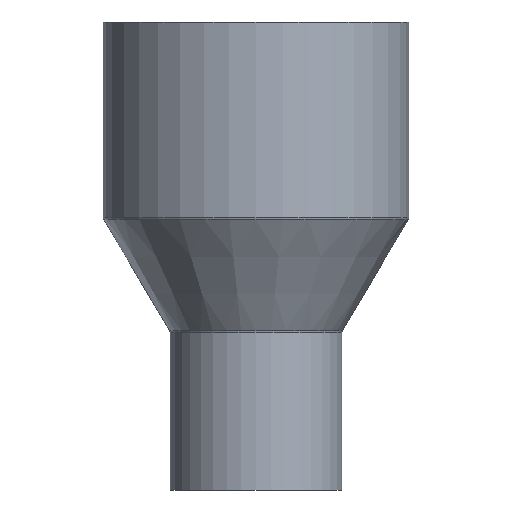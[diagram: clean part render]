
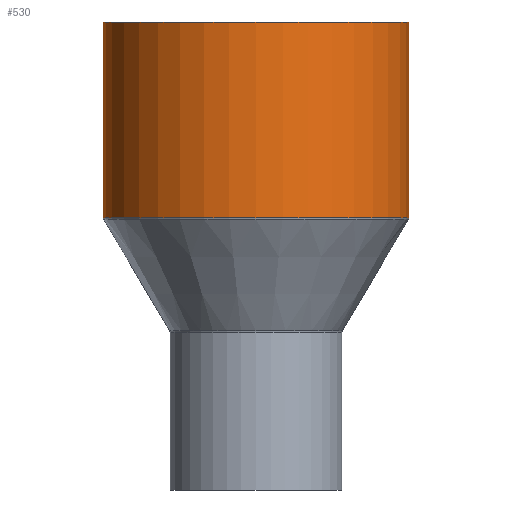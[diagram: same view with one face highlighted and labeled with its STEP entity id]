
A CAD part, front view. The second image highlights one B-rep face of the part: STEP entity #530.
In plain terms, the highlighted cylindrical face has radius 80 mm (diameter 160 mm), a partial arc.
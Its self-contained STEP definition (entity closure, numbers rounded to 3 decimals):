
#11 = EDGE_CURVE ( 'NONE', #154, #45, #523, .T. ) ;
#45 = VERTEX_POINT ( 'NONE', #636 ) ;
#52 = EDGE_LOOP ( 'NONE', ( #552, #63, #362, #242 ) ) ;
#63 = ORIENTED_EDGE ( 'NONE', *, *, #85, .T. ) ;
#69 = AXIS2_PLACEMENT_3D ( 'NONE', #287, #497, #237 ) ;
#73 = LINE ( 'NONE', #280, #601 ) ;
#74 = EDGE_CURVE ( 'NONE', #275, #154, #225, .T. ) ;
#85 = EDGE_CURVE ( 'NONE', #275, #589, #249, .T. ) ;
#112 = AXIS2_PLACEMENT_3D ( 'NONE', #136, #330, #173 ) ;
#127 = EDGE_CURVE ( 'NONE', #589, #45, #73, .T. ) ;
#132 = CARTESIAN_POINT ( 'NONE',  ( 80., 0., -16.533 ) ) ;
#136 = CARTESIAN_POINT ( 'NONE',  ( 0., 0., 127.106 ) ) ;
#154 = VERTEX_POINT ( 'NONE', #527 ) ;
#173 = DIRECTION ( 'NONE',  ( -1., 0., 0. ) ) ;
#225 = LINE ( 'NONE', #132, #473 ) ;
#234 = FACE_OUTER_BOUND ( 'NONE', #52, .T. ) ;
#237 = DIRECTION ( 'NONE',  ( -1., 0., 0. ) ) ;
#242 = ORIENTED_EDGE ( 'NONE', *, *, #11, .F. ) ;
#249 = CIRCLE ( 'NONE', #112, 80. ) ;
#260 = CARTESIAN_POINT ( 'NONE',  ( 80., 0., 127.106 ) ) ;
#275 = VERTEX_POINT ( 'NONE', #260 ) ;
#280 = CARTESIAN_POINT ( 'NONE',  ( -80., 0., -16.533 ) ) ;
#287 = CARTESIAN_POINT ( 'NONE',  ( 0., 0., -16.533 ) ) ;
#302 = AXIS2_PLACEMENT_3D ( 'NONE', #412, #472, #617 ) ;
#330 = DIRECTION ( 'NONE',  ( 0., 0., -1. ) ) ;
#362 = ORIENTED_EDGE ( 'NONE', *, *, #127, .T. ) ;
#412 = CARTESIAN_POINT ( 'NONE',  ( 0., 0., 24.654 ) ) ;
#433 = CYLINDRICAL_SURFACE ( 'NONE', #69, 80. ) ;
#472 = DIRECTION ( 'NONE',  ( 0., 0., -1. ) ) ;
#473 = VECTOR ( 'NONE', #541, 1000. ) ;
#477 = DIRECTION ( 'NONE',  ( 0., 0., -1. ) ) ;
#497 = DIRECTION ( 'NONE',  ( 0., 0., -1. ) ) ;
#523 = CIRCLE ( 'NONE', #302, 80. ) ;
#527 = CARTESIAN_POINT ( 'NONE',  ( 80., 0., 24.654 ) ) ;
#530 = ADVANCED_FACE ( 'NONE', ( #234 ), #433, .T. ) ;
#541 = DIRECTION ( 'NONE',  ( 0., 0., -1. ) ) ;
#552 = ORIENTED_EDGE ( 'NONE', *, *, #74, .F. ) ;
#589 = VERTEX_POINT ( 'NONE', #651 ) ;
#601 = VECTOR ( 'NONE', #477, 1000. ) ;
#617 = DIRECTION ( 'NONE',  ( -1., 0., 0. ) ) ;
#636 = CARTESIAN_POINT ( 'NONE',  ( -80., 0., 24.654 ) ) ;
#651 = CARTESIAN_POINT ( 'NONE',  ( -80., 0., 127.106 ) ) ;
